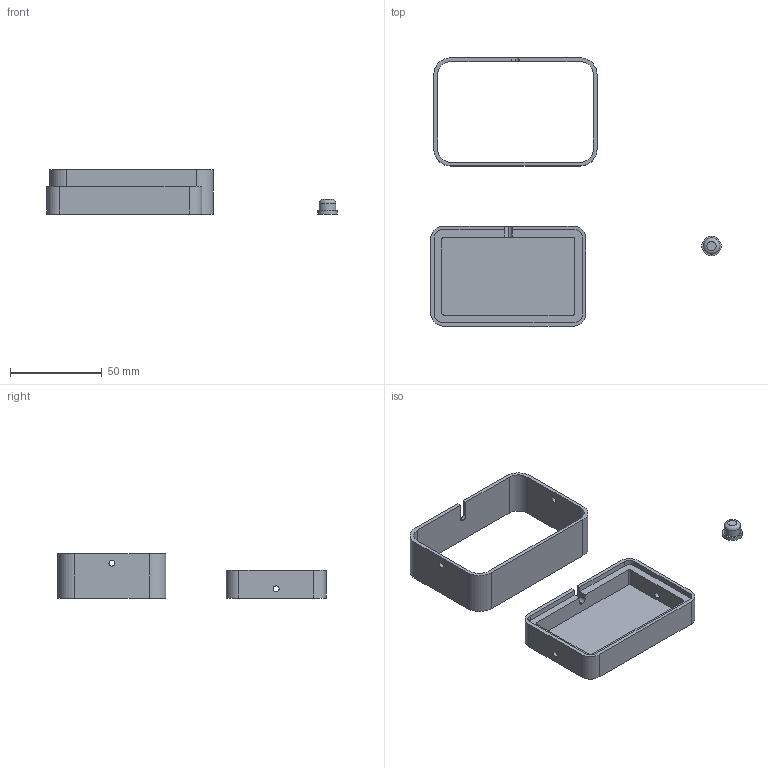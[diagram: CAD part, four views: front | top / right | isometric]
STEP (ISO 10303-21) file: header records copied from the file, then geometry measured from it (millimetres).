
FILE_DESCRIPTION(/* description */ (''),/* implementation_level */ '2;1');
FILE_NAME(/* name */ 'Game Pad Case.step',/* time_stamp */ '2025-12-18T14:20:46-05:00',/* author */ (''),/* organization */ (''),/* preprocessor_version */ 'ST-DEVELOPER v20.1',/* originating_system */ 'Autodesk Translation Framework v14.21.0.0',/* authorisation */ '');
FILE_SCHEMA (('AUTOMOTIVE_DESIGN { 1 0 10303 214 3 1 1 }'));
Length unit declared in the file: millimetre
Products named in the file (1): Game Pad Case
Bounding box: 157.97 x 145.88 x 24 mm (x, y, z)
Volume: 38705.9 mm3; surface area: 30779 mm2
Topology: 3 solids, 3 shells, 71 faces, 191 edges, 127 vertices
Faces by surface type: plane 39, cylinder 31, torus 1
Full cylindrical faces by diameter (mm): 3.2 x4, 3.7 x1, 9 x1, 10.6 x1
Entity records: 2292 total; most frequent: DIRECTION 399, CARTESIAN_POINT 390, ORIENTED_EDGE 382, EDGE_CURVE 191, AXIS2_PLACEMENT_3D 136, LINE 127, VECTOR 127, VERTEX_POINT 127
